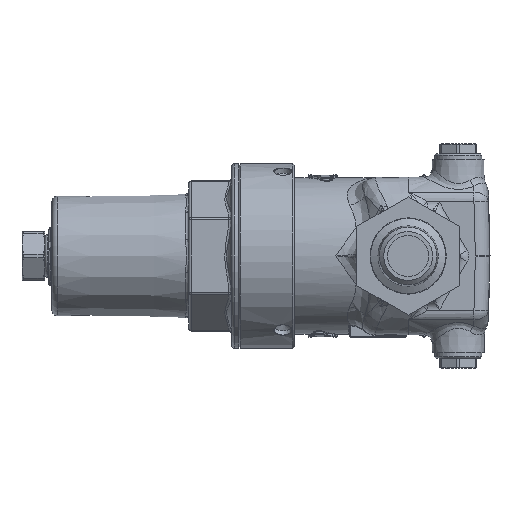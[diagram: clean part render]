
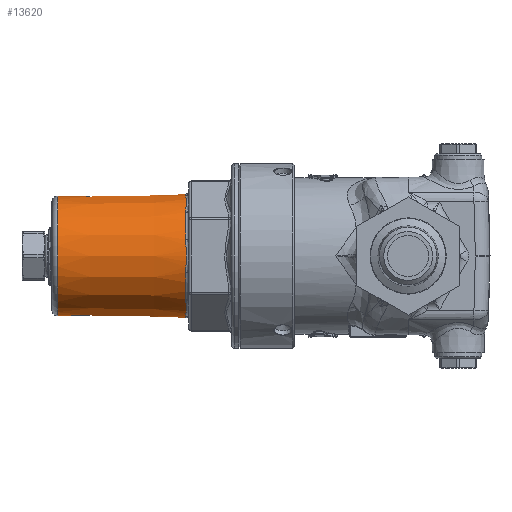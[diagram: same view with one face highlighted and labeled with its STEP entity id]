
A CAD part, left-side view. The second image highlights one B-rep face of the part: STEP entity #13620.
In plain terms, the highlighted conical face has half-angle 1 degrees and reference radius 21.55 mm.
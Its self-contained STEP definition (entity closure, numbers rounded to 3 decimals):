
#794=B_SPLINE_CURVE_WITH_KNOTS('',3,(#21282,#21283,#21284,#21285,#21286,
#21287),.UNSPECIFIED.,.F.,.F.,(4,1,1,4),(-3.142,-1.346,
0.449,3.142),.UNSPECIFIED.);
#796=B_SPLINE_CURVE_WITH_KNOTS('',3,(#21333,#21334,#21335,#21336,#21337,
#21338),.UNSPECIFIED.,.F.,.F.,(4,1,1,4),(-3.142,-1.346,
0.449,3.142),.UNSPECIFIED.);
#798=B_SPLINE_CURVE_WITH_KNOTS('',3,(#21384,#21385,#21386,#21387,#21388,
#21389),.UNSPECIFIED.,.F.,.F.,(4,1,1,4),(-3.142,-1.346,
0.449,3.142),.UNSPECIFIED.);
#800=B_SPLINE_CURVE_WITH_KNOTS('',3,(#21435,#21436,#21437,#21438,#21439,
#21440),.UNSPECIFIED.,.F.,.F.,(4,1,1,4),(-3.142,-1.346,
0.449,3.142),.UNSPECIFIED.);
#802=B_SPLINE_CURVE_WITH_KNOTS('',3,(#21486,#21487,#21488,#21489,#21490,
#21491),.UNSPECIFIED.,.F.,.F.,(4,1,1,4),(-3.142,-1.346,
0.449,3.142),.UNSPECIFIED.);
#804=B_SPLINE_CURVE_WITH_KNOTS('',3,(#21535,#21536,#21537,#21538,#21539),
 .UNSPECIFIED.,.F.,.F.,(4,1,4),(-3.142,-1.346,0.),
 .UNSPECIFIED.);
#805=B_SPLINE_CURVE_WITH_KNOTS('',3,(#21540,#21541,#21542,#21543,#21544),
 .UNSPECIFIED.,.F.,.F.,(4,1,4),(0.,0.449,
3.142),.UNSPECIFIED.);
#1774=CONICAL_SURFACE('',#14560,21.55,0.017);
#1939=LINE('',#21594,#2399);
#2399=VECTOR('',#15968,21.55);
#3082=FACE_OUTER_BOUND('',#3973,.T.);
#3973=EDGE_LOOP('',(#9742,#9743,#9744,#9745,#9746,#9747,#9748,#9749,#9750,
#9751,#9752,#9753,#9754,#9755,#9756,#9757));
#4765=CIRCLE('',#14520,21.821);
#4769=CIRCLE('',#14525,21.821);
#4773=CIRCLE('',#14530,21.821);
#4777=CIRCLE('',#14535,21.821);
#4781=CIRCLE('',#14540,21.821);
#4785=CIRCLE('',#14545,21.821);
#4792=CIRCLE('',#14561,21.034);
#5495=VERTEX_POINT('',#21241);
#5498=VERTEX_POINT('',#21246);
#5500=VERTEX_POINT('',#21280);
#5502=VERTEX_POINT('',#21297);
#5504=VERTEX_POINT('',#21331);
#5506=VERTEX_POINT('',#21348);
#5508=VERTEX_POINT('',#21382);
#5510=VERTEX_POINT('',#21399);
#5512=VERTEX_POINT('',#21433);
#5514=VERTEX_POINT('',#21450);
#5516=VERTEX_POINT('',#21484);
#5518=VERTEX_POINT('',#21501);
#5519=VERTEX_POINT('',#21534);
#5532=VERTEX_POINT('',#21592);
#7021=EDGE_CURVE('',#5498,#5495,#4765,.T.);
#7023=EDGE_CURVE('',#5500,#5498,#794,.T.);
#7027=EDGE_CURVE('',#5502,#5500,#4769,.T.);
#7029=EDGE_CURVE('',#5504,#5502,#796,.T.);
#7033=EDGE_CURVE('',#5506,#5504,#4773,.T.);
#7035=EDGE_CURVE('',#5508,#5506,#798,.T.);
#7039=EDGE_CURVE('',#5510,#5508,#4777,.T.);
#7041=EDGE_CURVE('',#5512,#5510,#800,.T.);
#7045=EDGE_CURVE('',#5514,#5512,#4781,.T.);
#7047=EDGE_CURVE('',#5516,#5514,#802,.T.);
#7051=EDGE_CURVE('',#5518,#5516,#4785,.T.);
#7052=EDGE_CURVE('',#5495,#5519,#804,.T.);
#7053=EDGE_CURVE('',#5519,#5518,#805,.T.);
#7075=EDGE_CURVE('',#5532,#5532,#4792,.T.);
#7076=EDGE_CURVE('',#5532,#5519,#1939,.T.);
#9742=ORIENTED_EDGE('',*,*,#7075,.F.);
#9743=ORIENTED_EDGE('',*,*,#7076,.T.);
#9744=ORIENTED_EDGE('',*,*,#7052,.F.);
#9745=ORIENTED_EDGE('',*,*,#7021,.F.);
#9746=ORIENTED_EDGE('',*,*,#7023,.F.);
#9747=ORIENTED_EDGE('',*,*,#7027,.F.);
#9748=ORIENTED_EDGE('',*,*,#7029,.F.);
#9749=ORIENTED_EDGE('',*,*,#7033,.F.);
#9750=ORIENTED_EDGE('',*,*,#7035,.F.);
#9751=ORIENTED_EDGE('',*,*,#7039,.F.);
#9752=ORIENTED_EDGE('',*,*,#7041,.F.);
#9753=ORIENTED_EDGE('',*,*,#7045,.F.);
#9754=ORIENTED_EDGE('',*,*,#7047,.F.);
#9755=ORIENTED_EDGE('',*,*,#7051,.F.);
#9756=ORIENTED_EDGE('',*,*,#7053,.F.);
#9757=ORIENTED_EDGE('',*,*,#7076,.F.);
#13620=ADVANCED_FACE('',(#3082),#1774,.T.);
#14520=AXIS2_PLACEMENT_3D('',#21248,#15870,#15871);
#14525=AXIS2_PLACEMENT_3D('',#21299,#15880,#15881);
#14530=AXIS2_PLACEMENT_3D('',#21350,#15890,#15891);
#14535=AXIS2_PLACEMENT_3D('',#21401,#15900,#15901);
#14540=AXIS2_PLACEMENT_3D('',#21452,#15910,#15911);
#14545=AXIS2_PLACEMENT_3D('',#21503,#15920,#15921);
#14560=AXIS2_PLACEMENT_3D('',#21591,#15964,#15965);
#14561=AXIS2_PLACEMENT_3D('',#21593,#15966,#15967);
#15870=DIRECTION('center_axis',(0.,-1.,0.));
#15871=DIRECTION('ref_axis',(1.,0.,0.));
#15880=DIRECTION('center_axis',(0.,-1.,0.));
#15881=DIRECTION('ref_axis',(1.,0.,0.));
#15890=DIRECTION('center_axis',(0.,-1.,0.));
#15891=DIRECTION('ref_axis',(1.,0.,0.));
#15900=DIRECTION('center_axis',(0.,-1.,0.));
#15901=DIRECTION('ref_axis',(1.,0.,0.));
#15910=DIRECTION('center_axis',(0.,-1.,0.));
#15911=DIRECTION('ref_axis',(1.,0.,0.));
#15920=DIRECTION('center_axis',(0.,-1.,0.));
#15921=DIRECTION('ref_axis',(1.,0.,0.));
#15964=DIRECTION('center_axis',(0.,-1.,0.));
#15965=DIRECTION('ref_axis',(1.,0.,0.));
#15966=DIRECTION('center_axis',(0.,1.,0.));
#15967=DIRECTION('ref_axis',(-1.,0.,0.));
#15968=DIRECTION('',(-0.017,-1.,0.));
#21241=CARTESIAN_POINT('',(-21.036,78.183,5.799));
#21246=CARTESIAN_POINT('',(-15.54,78.183,15.318));
#21248=CARTESIAN_POINT('Origin',(0.,78.183,
0.));
#21280=CARTESIAN_POINT('',(-5.496,78.183,21.117));
#21282=CARTESIAN_POINT('Ctrl Pts',(-5.496,78.183,21.117));
#21283=CARTESIAN_POINT('Ctrl Pts',(-6.579,78.183,20.835));
#21284=CARTESIAN_POINT('Ctrl Pts',(-8.698,78.047,20.109));
#21285=CARTESIAN_POINT('Ctrl Pts',(-12.174,77.949,18.278));
#21286=CARTESIAN_POINT('Ctrl Pts',(-14.362,78.183,16.513));
#21287=CARTESIAN_POINT('Ctrl Pts',(-15.54,78.183,15.318));
#21297=CARTESIAN_POINT('',(5.496,78.183,21.117));
#21299=CARTESIAN_POINT('Origin',(0.,78.183,
0.));
#21331=CARTESIAN_POINT('',(15.54,78.183,15.318));
#21333=CARTESIAN_POINT('Ctrl Pts',(15.54,78.183,15.318));
#21334=CARTESIAN_POINT('Ctrl Pts',(14.755,78.183,16.115));
#21335=CARTESIAN_POINT('Ctrl Pts',(13.066,78.047,17.587));
#21336=CARTESIAN_POINT('Ctrl Pts',(9.742,77.949,19.682));
#21337=CARTESIAN_POINT('Ctrl Pts',(7.12,78.183,20.695));
#21338=CARTESIAN_POINT('Ctrl Pts',(5.496,78.183,21.117));
#21348=CARTESIAN_POINT('',(21.036,78.183,5.799));
#21350=CARTESIAN_POINT('Origin',(0.,78.183,
0.));
#21382=CARTESIAN_POINT('',(21.036,78.183,-5.799));
#21384=CARTESIAN_POINT('Ctrl Pts',(21.036,78.183,-5.799));
#21385=CARTESIAN_POINT('Ctrl Pts',(21.333,78.183,-4.72));
#21386=CARTESIAN_POINT('Ctrl Pts',(21.764,78.047,-2.522));
#21387=CARTESIAN_POINT('Ctrl Pts',(21.916,77.949,1.404));
#21388=CARTESIAN_POINT('Ctrl Pts',(21.482,78.183,4.181));
#21389=CARTESIAN_POINT('Ctrl Pts',(21.036,78.183,5.799));
#21399=CARTESIAN_POINT('',(15.54,78.183,-15.318));
#21401=CARTESIAN_POINT('Origin',(0.,78.183,
0.));
#21433=CARTESIAN_POINT('',(5.496,78.183,-21.117));
#21435=CARTESIAN_POINT('Ctrl Pts',(5.496,78.183,-21.117));
#21436=CARTESIAN_POINT('Ctrl Pts',(6.579,78.183,-20.835));
#21437=CARTESIAN_POINT('Ctrl Pts',(8.698,78.047,-20.109));
#21438=CARTESIAN_POINT('Ctrl Pts',(12.174,77.949,-18.278));
#21439=CARTESIAN_POINT('Ctrl Pts',(14.362,78.183,-16.513));
#21440=CARTESIAN_POINT('Ctrl Pts',(15.54,78.183,-15.318));
#21450=CARTESIAN_POINT('',(-5.496,78.183,-21.117));
#21452=CARTESIAN_POINT('Origin',(0.,78.183,
0.));
#21484=CARTESIAN_POINT('',(-15.54,78.183,-15.318));
#21486=CARTESIAN_POINT('Ctrl Pts',(-15.54,78.183,-15.318));
#21487=CARTESIAN_POINT('Ctrl Pts',(-14.755,78.183,-16.115));
#21488=CARTESIAN_POINT('Ctrl Pts',(-13.066,78.047,-17.587));
#21489=CARTESIAN_POINT('Ctrl Pts',(-9.742,77.949,-19.682));
#21490=CARTESIAN_POINT('Ctrl Pts',(-7.12,78.183,-20.695));
#21491=CARTESIAN_POINT('Ctrl Pts',(-5.496,78.183,-21.117));
#21501=CARTESIAN_POINT('',(-21.036,78.183,-5.799));
#21503=CARTESIAN_POINT('Origin',(0.,78.183,
0.));
#21534=CARTESIAN_POINT('',(-21.824,78.005,0.));
#21535=CARTESIAN_POINT('Ctrl Pts',(-21.036,78.183,5.799));
#21536=CARTESIAN_POINT('Ctrl Pts',(-21.333,78.183,4.72));
#21537=CARTESIAN_POINT('Ctrl Pts',(-21.71,78.064,2.796));
#21538=CARTESIAN_POINT('Ctrl Pts',(-21.824,78.006,0.839));
#21539=CARTESIAN_POINT('Ctrl Pts',(-21.824,78.005,0.));
#21540=CARTESIAN_POINT('Ctrl Pts',(-21.824,78.005,0.));
#21541=CARTESIAN_POINT('Ctrl Pts',(-21.824,78.004,-0.28));
#21542=CARTESIAN_POINT('Ctrl Pts',(-21.786,78.019,-2.237));
#21543=CARTESIAN_POINT('Ctrl Pts',(-21.482,78.183,-4.181));
#21544=CARTESIAN_POINT('Ctrl Pts',(-21.036,78.183,-5.799));
#21591=CARTESIAN_POINT('Origin',(0.,93.7,0.));
#21592=CARTESIAN_POINT('',(-21.034,123.269,0.));
#21593=CARTESIAN_POINT('Origin',(0.,123.269,
0.));
#21594=CARTESIAN_POINT('',(-21.55,93.7,0.));
